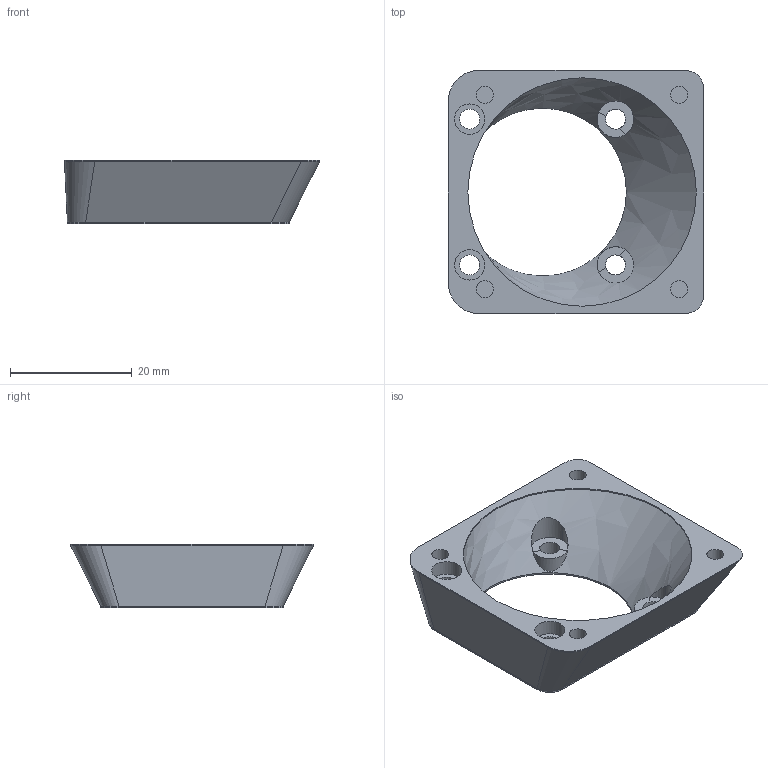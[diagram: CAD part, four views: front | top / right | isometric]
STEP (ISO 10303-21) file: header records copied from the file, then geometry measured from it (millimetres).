
FILE_DESCRIPTION(('FreeCAD Model'),'2;1');
FILE_NAME('fan_30_40.step','2020-05-24T17:31:54',( 'Author'),(''),'Open CASCADE STEP processor 7.3','FreeCAD','Unknown' );
FILE_SCHEMA(('AUTOMOTIVE_DESIGN { 1 0 10303 214 1 1 1 1 }'));
Length unit declared in the file: millimetre
Products named in the file (1): fan_30_40
Bounding box: 42 x 40 x 10.45 mm (x, y, z)
Volume: 5069.6 mm3; surface area: 4366.8 mm2
Topology: 1 solids, 1 shells, 59 faces, 127 edges, 76 vertices
Faces by surface type: cylinder 26, plane 24, bspline 9
Full cylindrical faces by diameter (mm): 2.8 x4, 3.3 x4, 5 x2, 27.6 x1, 37.6 x1
Entity records: 4245 total; most frequent: CARTESIAN_POINT 1679, DIRECTION 462, ORIENTED_EDGE 254, PCURVE 254, DEFINITIONAL_REPRESENTATION 254, LINE 228, VECTOR 228, EDGE_CURVE 127
